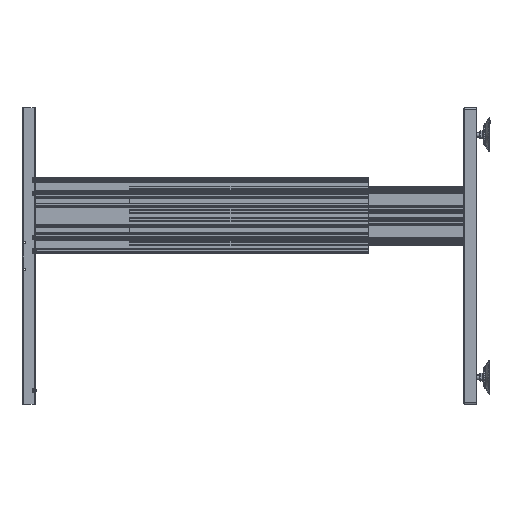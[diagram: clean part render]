
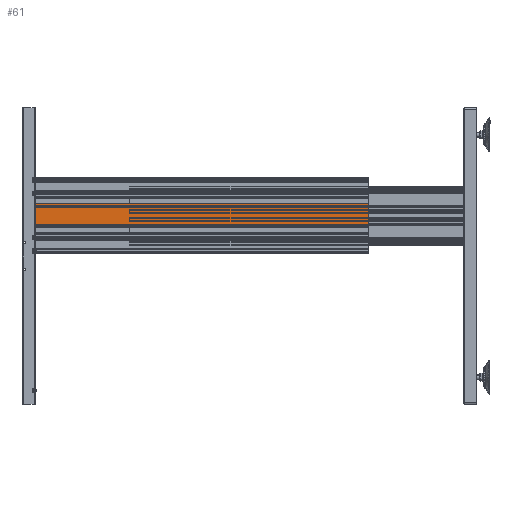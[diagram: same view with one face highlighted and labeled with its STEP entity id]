
A CAD part, left-side view. The second image highlights one B-rep face of the part: STEP entity #61.
In plain terms, the highlighted face is planar.
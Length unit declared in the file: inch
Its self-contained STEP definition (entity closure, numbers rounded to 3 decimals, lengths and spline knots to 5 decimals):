
#61 = ADVANCED_FACE ( 'NONE', ( #25404 ), #31051, .F. ) ;
#1925 = VECTOR ( 'NONE', #26672, 39.37008 ) ;
#2310 = ORIENTED_EDGE ( 'NONE', *, *, #32401, .F. ) ;
#2512 = DIRECTION ( 'NONE',  ( 0., 0., 1. ) ) ;
#3548 = VERTEX_POINT ( 'NONE', #6677 ) ;
#3854 = CARTESIAN_POINT ( 'NONE',  ( -0.8652, -1.15, 0. ) ) ;
#3940 = EDGE_LOOP ( 'NONE', ( #29882, #13610, #2310, #6287 ) ) ;
#5207 = VECTOR ( 'NONE', #28566, 39.37008 ) ;
#5301 = CARTESIAN_POINT ( 'NONE',  ( -0.8652, -1.15, 0. ) ) ;
#6287 = ORIENTED_EDGE ( 'NONE', *, *, #7412, .T. ) ;
#6677 = CARTESIAN_POINT ( 'NONE',  ( -0.8652, -1.15, 24.75 ) ) ;
#7073 = VERTEX_POINT ( 'NONE', #5301 ) ;
#7412 = EDGE_CURVE ( 'NONE', #3548, #7073, #25977, .T. ) ;
#7522 = CARTESIAN_POINT ( 'NONE',  ( -0.8652, -1.15, 24.75 ) ) ;
#7851 = CARTESIAN_POINT ( 'NONE',  ( -0.8652, -1.15, 24.75 ) ) ;
#8093 = DIRECTION ( 'NONE',  ( 0., 0., -1. ) ) ;
#9461 = VERTEX_POINT ( 'NONE', #31211 ) ;
#11081 = VECTOR ( 'NONE', #11373, 39.37008 ) ;
#11373 = DIRECTION ( 'NONE',  ( 1., 0., 0. ) ) ;
#12772 = AXIS2_PLACEMENT_3D ( 'NONE', #7522, #20546, #2512 ) ;
#13610 = ORIENTED_EDGE ( 'NONE', *, *, #30424, .F. ) ;
#16396 = VERTEX_POINT ( 'NONE', #28375 ) ;
#16467 = CARTESIAN_POINT ( 'NONE',  ( 0.8652, -1.15, 24.75 ) ) ;
#17888 = LINE ( 'NONE', #7851, #5207 ) ;
#20546 = DIRECTION ( 'NONE',  ( 0., 1., 0. ) ) ;
#24895 = VECTOR ( 'NONE', #8093, 39.37008 ) ;
#25404 = FACE_OUTER_BOUND ( 'NONE', #3940, .T. ) ;
#25977 = LINE ( 'NONE', #28314, #24895 ) ;
#26570 = LINE ( 'NONE', #3854, #11081 ) ;
#26672 = DIRECTION ( 'NONE',  ( 0., 0., -1. ) ) ;
#28314 = CARTESIAN_POINT ( 'NONE',  ( -0.8652, -1.15, 24.75 ) ) ;
#28375 = CARTESIAN_POINT ( 'NONE',  ( 0.8652, -1.15, 0. ) ) ;
#28566 = DIRECTION ( 'NONE',  ( 1., 0., 0. ) ) ;
#29151 = LINE ( 'NONE', #16467, #1925 ) ;
#29882 = ORIENTED_EDGE ( 'NONE', *, *, #32598, .T. ) ;
#30424 = EDGE_CURVE ( 'NONE', #9461, #16396, #29151, .T. ) ;
#31051 = PLANE ( 'NONE',  #12772 ) ;
#31211 = CARTESIAN_POINT ( 'NONE',  ( 0.8652, -1.15, 24.75 ) ) ;
#32401 = EDGE_CURVE ( 'NONE', #3548, #9461, #17888, .T. ) ;
#32598 = EDGE_CURVE ( 'NONE', #7073, #16396, #26570, .T. ) ;
